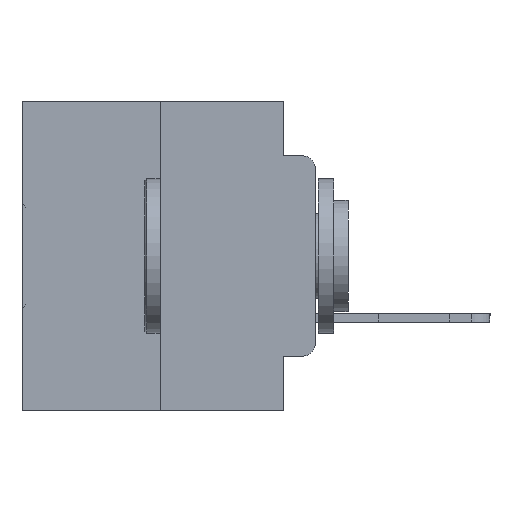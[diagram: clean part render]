
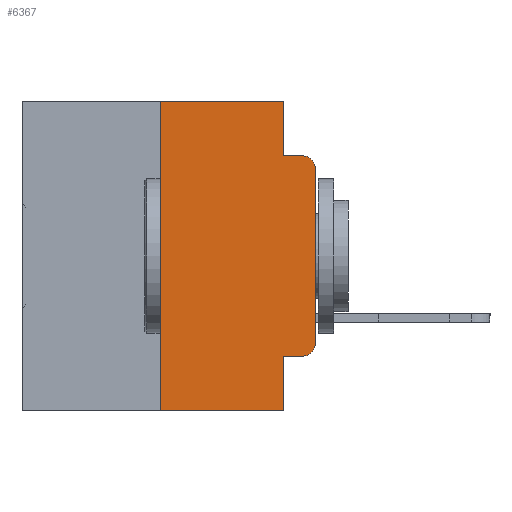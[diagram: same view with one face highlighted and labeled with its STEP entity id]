
A CAD part, left-side view. The second image highlights one B-rep face of the part: STEP entity #6367.
In plain terms, the highlighted planar face has unit normal (-1, 0, 0).
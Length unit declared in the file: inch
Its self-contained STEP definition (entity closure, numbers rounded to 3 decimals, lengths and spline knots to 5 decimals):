
#125 = EDGE_CURVE ( 'NONE', #1718, #14566, #15555, .T. ) ;
#280 = CARTESIAN_POINT ( 'NONE',  ( 0., 0.051, -0.4115 ) ) ;
#753 = CARTESIAN_POINT ( 'NONE',  ( 0., 0.25, -0.5 ) ) ;
#1663 = CARTESIAN_POINT ( 'NONE',  ( 0., 0.051, 0. ) ) ;
#1718 = VERTEX_POINT ( 'NONE', #5406 ) ;
#2258 = AXIS2_PLACEMENT_3D ( 'NONE', #7655, #10101, #27280 ) ;
#2392 = CARTESIAN_POINT ( 'NONE',  ( 0., 0.473, 0. ) ) ;
#2553 = ORIENTED_EDGE ( 'NONE', *, *, #21513, .T. ) ;
#2695 = CARTESIAN_POINT ( 'NONE',  ( 0., 0.02, -0.4115 ) ) ;
#3078 = DIRECTION ( 'NONE',  ( -1., 0., 0. ) ) ;
#3250 = EDGE_CURVE ( 'NONE', #6052, #25504, #5000, .T. ) ;
#3559 = VERTEX_POINT ( 'NONE', #11182 ) ;
#4414 = ORIENTED_EDGE ( 'NONE', *, *, #17290, .F. ) ;
#4639 = LINE ( 'NONE', #5357, #10388 ) ;
#4985 = CARTESIAN_POINT ( 'NONE',  ( 0., 0.473, -0.5 ) ) ;
#5000 = LINE ( 'NONE', #21108, #30334 ) ;
#5091 = DIRECTION ( 'NONE',  ( 0., -1., 0. ) ) ;
#5159 = VECTOR ( 'NONE', #9959, 39.37008 ) ;
#5357 = CARTESIAN_POINT ( 'NONE',  ( 0., 0.25, 0. ) ) ;
#5406 = CARTESIAN_POINT ( 'NONE',  ( 0., 0., -0.3915 ) ) ;
#5729 = VERTEX_POINT ( 'NONE', #2695 ) ;
#6052 = VERTEX_POINT ( 'NONE', #28573 ) ;
#6367 = ADVANCED_FACE ( 'NONE', ( #29004 ), #17336, .F. ) ;
#7356 = AXIS2_PLACEMENT_3D ( 'NONE', #10691, #27874, #13119 ) ;
#7483 = AXIS2_PLACEMENT_3D ( 'NONE', #17674, #3078, #20164 ) ;
#7491 = CARTESIAN_POINT ( 'NONE',  ( 0., 0.051, -0.0885 ) ) ;
#7655 = CARTESIAN_POINT ( 'NONE',  ( 0., 0.473, 0. ) ) ;
#7872 = EDGE_CURVE ( 'NONE', #14566, #3559, #16631, .T. ) ;
#8649 = VERTEX_POINT ( 'NONE', #13702 ) ;
#9074 = CARTESIAN_POINT ( 'NONE',  ( 0., 0.051, -0.4115 ) ) ;
#9395 = ORIENTED_EDGE ( 'NONE', *, *, #7872, .T. ) ;
#9959 = DIRECTION ( 'NONE',  ( 0., -1., 0. ) ) ;
#10101 = DIRECTION ( 'NONE',  ( 1., 0., 0. ) ) ;
#10270 = DIRECTION ( 'NONE',  ( 0., 0., 1. ) ) ;
#10388 = VECTOR ( 'NONE', #10270, 39.37008 ) ;
#10489 = EDGE_CURVE ( 'NONE', #28789, #8649, #18776, .T. ) ;
#10539 = EDGE_CURVE ( 'NONE', #28789, #5729, #11522, .T. ) ;
#10691 = CARTESIAN_POINT ( 'NONE',  ( 0., 0.02, -0.1085 ) ) ;
#10893 = LINE ( 'NONE', #7491, #5159 ) ;
#11182 = CARTESIAN_POINT ( 'NONE',  ( 0., 0.02, -0.0885 ) ) ;
#11522 = LINE ( 'NONE', #9074, #16443 ) ;
#11777 = CARTESIAN_POINT ( 'NONE',  ( 0., 0.25, 0. ) ) ;
#12572 = ORIENTED_EDGE ( 'NONE', *, *, #22734, .F. ) ;
#12834 = ORIENTED_EDGE ( 'NONE', *, *, #27654, .T. ) ;
#13119 = DIRECTION ( 'NONE',  ( 0., 0., -1. ) ) ;
#13702 = CARTESIAN_POINT ( 'NONE',  ( 0., 0.051, -0.5 ) ) ;
#13939 = DIRECTION ( 'NONE',  ( 0., -1., 0. ) ) ;
#14292 = VECTOR ( 'NONE', #5091, 39.37008 ) ;
#14341 = CARTESIAN_POINT ( 'NONE',  ( 0., 0.051, -0.0885 ) ) ;
#14566 = VERTEX_POINT ( 'NONE', #24737 ) ;
#15555 = LINE ( 'NONE', #23830, #27924 ) ;
#16443 = VECTOR ( 'NONE', #13939, 39.37008 ) ;
#16631 = CIRCLE ( 'NONE', #7356, 0.02 ) ;
#16947 = DIRECTION ( 'NONE',  ( 0., -1., 0. ) ) ;
#17290 = EDGE_CURVE ( 'NONE', #25504, #3559, #10893, .T. ) ;
#17336 = PLANE ( 'NONE',  #2258 ) ;
#17674 = CARTESIAN_POINT ( 'NONE',  ( 0., 0.02, -0.3915 ) ) ;
#18219 = CIRCLE ( 'NONE', #7483, 0.02 ) ;
#18776 = LINE ( 'NONE', #1663, #23786 ) ;
#18938 = ORIENTED_EDGE ( 'NONE', *, *, #3250, .F. ) ;
#19233 = EDGE_CURVE ( 'NONE', #26289, #20812, #4639, .T. ) ;
#20164 = DIRECTION ( 'NONE',  ( 0., 0., -1. ) ) ;
#20812 = VERTEX_POINT ( 'NONE', #11777 ) ;
#20859 = LINE ( 'NONE', #4985, #14292 ) ;
#21108 = CARTESIAN_POINT ( 'NONE',  ( 0., 0.051, 0. ) ) ;
#21158 = DIRECTION ( 'NONE',  ( 0., 0., -1. ) ) ;
#21273 = ORIENTED_EDGE ( 'NONE', *, *, #19233, .F. ) ;
#21513 = EDGE_CURVE ( 'NONE', #26289, #8649, #20859, .T. ) ;
#21646 = ORIENTED_EDGE ( 'NONE', *, *, #125, .T. ) ;
#22734 = EDGE_CURVE ( 'NONE', #20812, #6052, #30415, .T. ) ;
#22817 = ORIENTED_EDGE ( 'NONE', *, *, #10489, .F. ) ;
#23189 = DIRECTION ( 'NONE',  ( 0., 0., -1. ) ) ;
#23764 = DIRECTION ( 'NONE',  ( 0., 0., 1. ) ) ;
#23786 = VECTOR ( 'NONE', #21158, 39.37008 ) ;
#23830 = CARTESIAN_POINT ( 'NONE',  ( 0., 0., 0. ) ) ;
#24737 = CARTESIAN_POINT ( 'NONE',  ( 0., 0., -0.1085 ) ) ;
#25504 = VERTEX_POINT ( 'NONE', #14341 ) ;
#26289 = VERTEX_POINT ( 'NONE', #753 ) ;
#27280 = DIRECTION ( 'NONE',  ( 0., 0., -1. ) ) ;
#27654 = EDGE_CURVE ( 'NONE', #5729, #1718, #18219, .T. ) ;
#27874 = DIRECTION ( 'NONE',  ( -1., 0., 0. ) ) ;
#27924 = VECTOR ( 'NONE', #23764, 39.37008 ) ;
#28573 = CARTESIAN_POINT ( 'NONE',  ( 0., 0.051, 0. ) ) ;
#28789 = VERTEX_POINT ( 'NONE', #280 ) ;
#28871 = VECTOR ( 'NONE', #16947, 39.37008 ) ;
#29004 = FACE_OUTER_BOUND ( 'NONE', #31301, .T. ) ;
#30334 = VECTOR ( 'NONE', #23189, 39.37008 ) ;
#30415 = LINE ( 'NONE', #2392, #28871 ) ;
#30902 = ORIENTED_EDGE ( 'NONE', *, *, #10539, .T. ) ;
#31301 = EDGE_LOOP ( 'NONE', ( #21646, #9395, #4414, #18938, #12572, #21273, #2553, #22817, #30902, #12834 ) ) ;
